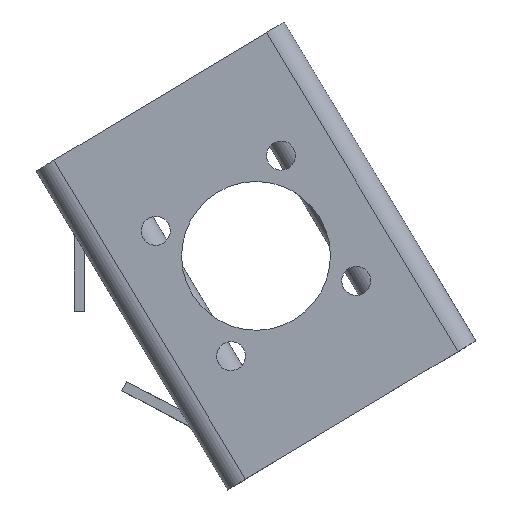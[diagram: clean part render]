
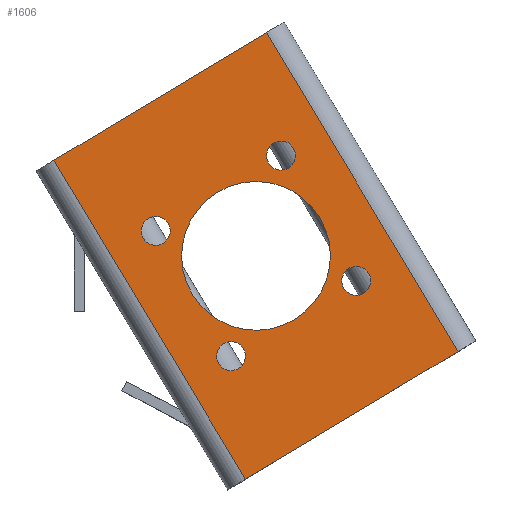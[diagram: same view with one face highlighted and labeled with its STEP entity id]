
A CAD part, top view. The second image highlights one B-rep face of the part: STEP entity #1606.
In plain terms, the highlighted planar face has unit normal (0, 0, 1).
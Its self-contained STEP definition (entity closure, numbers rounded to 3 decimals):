
#1512=CARTESIAN_POINT('',(9.013,21.351,2.5));
#1513=DIRECTION('',(0.0,0.0,1.0));
#1514=DIRECTION('',(0.857,0.515,0.0));
#1515=AXIS2_PLACEMENT_3D('',#1512,#1513,#1514);
#1516=PLANE('',#1515);
#1517=CARTESIAN_POINT('',(57.905,-1.77,2.5));
#1518=VERTEX_POINT('',#1517);
#1519=CARTESIAN_POINT('',(11.552,75.375,2.5));
#1520=VERTEX_POINT('',#1519);
#1521=CARTESIAN_POINT('',(57.905,-1.77,2.5));
#1522=DIRECTION('',(-0.515,0.857,0.));
#1523=VECTOR('',#1522,90.);
#1524=LINE('',#1521,#1523);
#1525=EDGE_CURVE('',#1518,#1520,#1524,.T.);
#1526=ORIENTED_EDGE('',*,*,#1525,.T.);
#1527=CARTESIAN_POINT('',(-39.878,44.473,2.5));
#1528=VERTEX_POINT('',#1527);
#1529=CARTESIAN_POINT('',(-39.878,44.473,2.5));
#1530=DIRECTION('',(0.857,0.515,0.));
#1531=VECTOR('',#1530,60.0);
#1532=LINE('',#1529,#1531);
#1533=EDGE_CURVE('',#1528,#1520,#1532,.T.);
#1534=ORIENTED_EDGE('',*,*,#1533,.F.);
#1535=CARTESIAN_POINT('',(6.475,-32.673,2.5));
#1536=VERTEX_POINT('',#1535);
#1537=CARTESIAN_POINT('',(-39.878,44.473,2.5));
#1538=DIRECTION('',(0.515,-0.857,0.));
#1539=VECTOR('',#1538,90.0);
#1540=LINE('',#1537,#1539);
#1541=EDGE_CURVE('',#1528,#1536,#1540,.T.);
#1542=ORIENTED_EDGE('',*,*,#1541,.T.);
#1543=CARTESIAN_POINT('',(57.905,-1.77,2.5));
#1544=DIRECTION('',(-0.857,-0.515,0.));
#1545=VECTOR('',#1544,60.0);
#1546=LINE('',#1543,#1545);
#1547=EDGE_CURVE('',#1518,#1536,#1546,.T.);
#1548=ORIENTED_EDGE('',*,*,#1547,.F.);
#1549=EDGE_LOOP('',(#1526,#1534,#1542,#1548));
#1550=FACE_OUTER_BOUND('',#1549,.T.);
#1551=CARTESIAN_POINT('',(36.271,17.106,2.5));
#1552=VERTEX_POINT('',#1551);
#1553=CARTESIAN_POINT('',(33.271,15.303,2.5));
#1554=DIRECTION('',(0.,0.,-1.0));
#1555=DIRECTION('',(0.857,0.515,0.));
#1556=AXIS2_PLACEMENT_3D('',#1553,#1554,#1555);
#1557=CIRCLE('',#1556,3.5);
#1558=EDGE_CURVE('',#1552,#1552,#1557,.T.);
#1559=ORIENTED_EDGE('',*,*,#1558,.T.);
#1560=EDGE_LOOP('',(#1559));
#1561=FACE_BOUND('',#1560,.T.);
#1562=CARTESIAN_POINT('',(5.965,-1.104,2.5));
#1563=VERTEX_POINT('',#1562);
#1564=CARTESIAN_POINT('',(2.965,-2.906,2.5));
#1565=DIRECTION('',(0.,0.,-1.0));
#1566=DIRECTION('',(0.857,0.515,0.));
#1567=AXIS2_PLACEMENT_3D('',#1564,#1565,#1566);
#1568=CIRCLE('',#1567,3.5);
#1569=EDGE_CURVE('',#1563,#1563,#1568,.T.);
#1570=ORIENTED_EDGE('',*,*,#1569,.T.);
#1571=EDGE_LOOP('',(#1570));
#1572=FACE_BOUND('',#1571,.T.);
#1573=CARTESIAN_POINT('',(-12.244,29.202,2.5));
#1574=VERTEX_POINT('',#1573);
#1575=CARTESIAN_POINT('',(-15.244,27.399,2.5));
#1576=DIRECTION('',(0.,0.,-1.0));
#1577=DIRECTION('',(0.857,0.515,0.));
#1578=AXIS2_PLACEMENT_3D('',#1575,#1576,#1577);
#1579=CIRCLE('',#1578,3.5);
#1580=EDGE_CURVE('',#1574,#1574,#1579,.T.);
#1581=ORIENTED_EDGE('',*,*,#1580,.T.);
#1582=EDGE_LOOP('',(#1581));
#1583=FACE_BOUND('',#1582,.T.);
#1584=CARTESIAN_POINT('',(18.061,47.411,2.5));
#1585=VERTEX_POINT('',#1584);
#1586=CARTESIAN_POINT('',(15.061,45.609,2.5));
#1587=DIRECTION('',(0.,0.,-1.0));
#1588=DIRECTION('',(0.857,0.515,0.));
#1589=AXIS2_PLACEMENT_3D('',#1586,#1587,#1588);
#1590=CIRCLE('',#1589,3.5);
#1591=EDGE_CURVE('',#1585,#1585,#1590,.T.);
#1592=ORIENTED_EDGE('',*,*,#1591,.T.);
#1593=EDGE_LOOP('',(#1592));
#1594=FACE_BOUND('',#1593,.T.);
#1595=CARTESIAN_POINT('',(24.442,30.622,2.5));
#1596=VERTEX_POINT('',#1595);
#1597=CARTESIAN_POINT('',(9.013,21.351,2.5));
#1598=DIRECTION('',(0.,0.,-1.0));
#1599=DIRECTION('',(-0.857,-0.515,0.));
#1600=AXIS2_PLACEMENT_3D('',#1597,#1598,#1599);
#1601=CIRCLE('',#1600,18.0);
#1602=EDGE_CURVE('',#1596,#1596,#1601,.T.);
#1603=ORIENTED_EDGE('',*,*,#1602,.T.);
#1604=EDGE_LOOP('',(#1603));
#1605=FACE_BOUND('',#1604,.T.);
#1606=ADVANCED_FACE('',(#1550,#1561,#1572,#1583,#1594,#1605),#1516,.T.);
